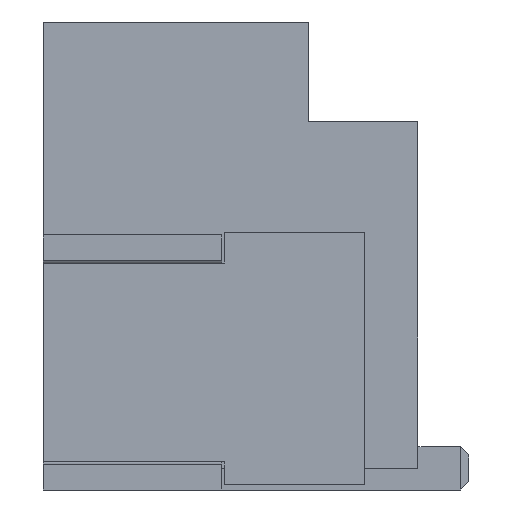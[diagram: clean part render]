
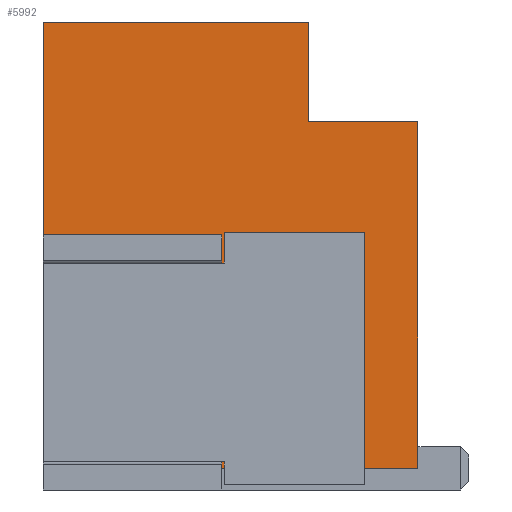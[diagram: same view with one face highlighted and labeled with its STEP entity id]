
A CAD part, left-side view. The second image highlights one B-rep face of the part: STEP entity #5992.
In plain terms, the highlighted planar face has unit normal (-1, 0, 0).
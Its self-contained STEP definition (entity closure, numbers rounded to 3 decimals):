
#656=ORIENTED_EDGE('',*,*,#2360,.F.);
#657=ORIENTED_EDGE('',*,*,#2275,.F.);
#658=ORIENTED_EDGE('',*,*,#2324,.F.);
#659=ORIENTED_EDGE('',*,*,#2353,.T.);
#660=ORIENTED_EDGE('',*,*,#2361,.T.);
#661=ORIENTED_EDGE('',*,*,#2313,.T.);
#662=ORIENTED_EDGE('',*,*,#2295,.T.);
#663=ORIENTED_EDGE('',*,*,#2277,.F.);
#664=ORIENTED_EDGE('',*,*,#2362,.T.);
#665=ORIENTED_EDGE('',*,*,#2363,.T.);
#2275=EDGE_CURVE('',#3146,#3147,#3738,.T.);
#2277=EDGE_CURVE('',#3148,#3149,#3740,.T.);
#2295=EDGE_CURVE('',#3165,#3149,#3758,.T.);
#2313=EDGE_CURVE('',#3182,#3165,#3776,.T.);
#2324=EDGE_CURVE('',#3192,#3146,#3787,.T.);
#2353=EDGE_CURVE('',#3192,#3213,#3816,.T.);
#2360=EDGE_CURVE('',#3147,#3217,#3823,.T.);
#2361=EDGE_CURVE('',#3213,#3182,#3824,.T.);
#2362=EDGE_CURVE('',#3148,#3218,#3825,.T.);
#2363=EDGE_CURVE('',#3218,#3217,#3826,.T.);
#3146=VERTEX_POINT('',#10592);
#3147=VERTEX_POINT('',#10594);
#3148=VERTEX_POINT('',#10596);
#3149=VERTEX_POINT('',#10598);
#3165=VERTEX_POINT('',#10635);
#3182=VERTEX_POINT('',#10673);
#3192=VERTEX_POINT('',#10694);
#3213=VERTEX_POINT('',#10747);
#3217=VERTEX_POINT('',#10762);
#3218=VERTEX_POINT('',#10765);
#3738=LINE('',#10593,#4343);
#3740=LINE('',#10597,#4345);
#3758=LINE('',#10634,#4363);
#3776=LINE('',#10672,#4381);
#3787=LINE('',#10695,#4392);
#3816=LINE('',#10748,#4421);
#3823=LINE('',#10761,#4428);
#3824=LINE('',#10763,#4429);
#3825=LINE('',#10764,#4430);
#3826=LINE('',#10766,#4431);
#4343=VECTOR('',#9254,1000.);
#4345=VECTOR('',#9256,1000.);
#4363=VECTOR('',#9280,1000.);
#4381=VECTOR('',#9304,1000.);
#4392=VECTOR('',#9317,1000.);
#4421=VECTOR('',#9352,1000.);
#4428=VECTOR('',#9365,1000.);
#4429=VECTOR('',#9366,1000.);
#4430=VECTOR('',#9367,1000.);
#4431=VECTOR('',#9368,1000.);
#4904=EDGE_LOOP('',(#656,#657,#658,#659,#660,#661,#662,#663,#664,#665));
#5291=FACE_BOUND('',#4904,.T.);
#5670=PLANE('',#8784);
#5992=ADVANCED_FACE('',(#5291),#5670,.T.);
#8784=AXIS2_PLACEMENT_3D('',#10760,#9363,#9364);
#9254=DIRECTION('',(0.,1.,0.));
#9256=DIRECTION('',(0.,1.,0.));
#9280=DIRECTION('',(0.,0.,-1.));
#9304=DIRECTION('',(0.,1.,0.));
#9317=DIRECTION('',(0.,0.,-1.));
#9352=DIRECTION('',(0.,1.,0.));
#9363=DIRECTION('',(-1.,0.,0.));
#9364=DIRECTION('',(0.,0.,1.));
#9365=DIRECTION('',(0.,0.,1.));
#9366=DIRECTION('',(0.,0.,1.));
#9367=DIRECTION('',(0.,0.,1.));
#9368=DIRECTION('',(0.,-1.,0.));
#10592=CARTESIAN_POINT('',(-4.202,-1.384,0.216));
#10593=CARTESIAN_POINT('',(-4.202,-1.384,0.216));
#10594=CARTESIAN_POINT('',(-4.202,-0.851,0.216));
#10596=CARTESIAN_POINT('',(-4.202,0.546,0.216));
#10597=CARTESIAN_POINT('',(-4.202,-1.384,0.216));
#10598=CARTESIAN_POINT('',(-4.202,2.349,0.216));
#10634=CARTESIAN_POINT('',(-4.202,2.349,1.588));
#10635=CARTESIAN_POINT('',(-4.202,2.349,4.661));
#10672=CARTESIAN_POINT('',(-4.202,-1.384,4.661));
#10673=CARTESIAN_POINT('',(-4.202,-0.292,4.661));
#10694=CARTESIAN_POINT('',(-4.202,-1.384,3.67));
#10695=CARTESIAN_POINT('',(-4.202,-1.384,1.588));
#10747=CARTESIAN_POINT('',(-4.202,-0.292,3.67));
#10748=CARTESIAN_POINT('',(-4.202,-1.384,3.67));
#10760=CARTESIAN_POINT('',(-4.202,-1.384,1.588));
#10761=CARTESIAN_POINT('',(-4.202,-0.851,0.055));
#10762=CARTESIAN_POINT('',(-4.202,-0.851,2.569));
#10763=CARTESIAN_POINT('',(-4.202,-0.292,3.67));
#10764=CARTESIAN_POINT('',(-4.202,0.546,0.055));
#10765=CARTESIAN_POINT('',(-4.202,0.546,2.569));
#10766=CARTESIAN_POINT('',(-4.202,0.546,2.569));
